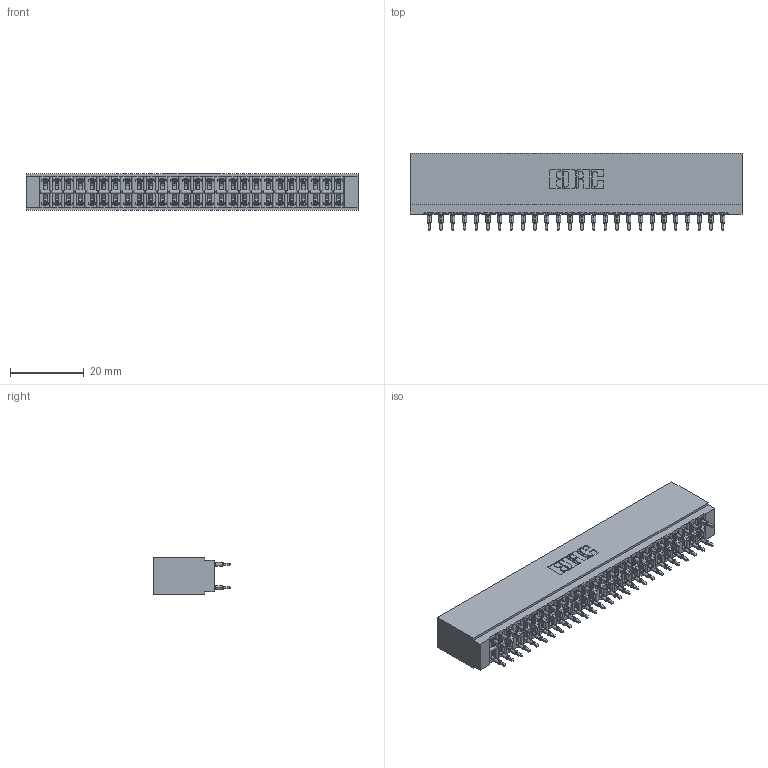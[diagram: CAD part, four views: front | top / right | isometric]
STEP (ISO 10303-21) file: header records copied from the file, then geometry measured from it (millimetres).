
FILE_DESCRIPTION (( 'STEP AP203' ), '1' );
FILE_NAME ('746-052-560-201.STEP', '2020-09-17T15:03:11', ( '' ), ( '' ), 'SwSTEP 2.0', 'SolidWorks 2020', '' );
FILE_SCHEMA (( 'CONFIG_CONTROL_DESIGN' ));
Length unit declared in the file: inch
Products named in the file (3): 746 Part_.515 Slot Depth - 01; 746-292-001_560; 746-052-560-201
Assembly tree (53 placements, depth 2):
  746-052-560-201
    746 Part_.515 Slot Depth - 01
    746-292-001_560  x52
Bounding box: 89.79 x 20.82 x 9.91 mm (x, y, z)
Volume: 9926.1 mm3; surface area: 16595.5 mm2
Topology: 53 solids, 53 shells, 5011 faces, 13939 edges, 8937 vertices
Faces by surface type: plane 2499, cylinder 1160, bspline 1040, torus 312
Entity records: 42574 total; most frequent: CARTESIAN_POINT 8599, ORIENTED_EDGE 7274, DIRECTION 6107, EDGE_CURVE 3637, VECTOR 3185, LINE 3185, VERTEX_POINT 2409, AXIS2_PLACEMENT_3D 1461
